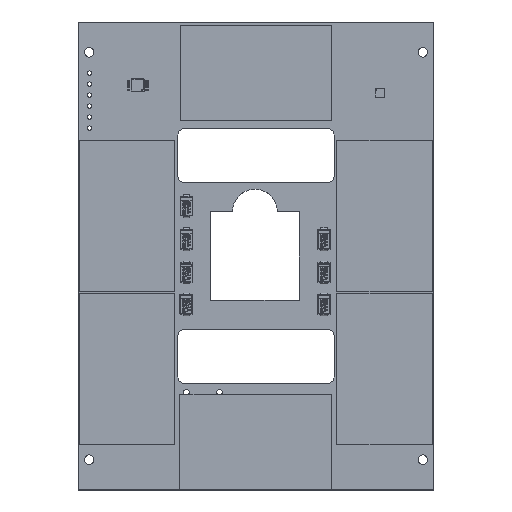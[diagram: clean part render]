
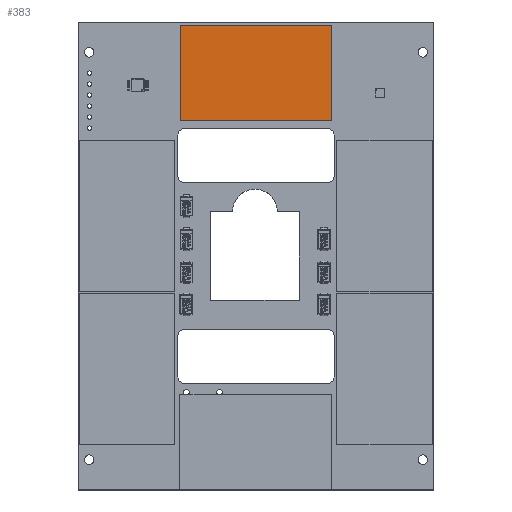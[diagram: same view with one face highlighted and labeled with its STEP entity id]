
A CAD part, top view. The second image highlights one B-rep face of the part: STEP entity #383.
In plain terms, the highlighted free-form (B-spline) face has degree [1, 1] with [2, 2] control points.
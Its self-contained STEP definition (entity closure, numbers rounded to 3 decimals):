
#119 = B_SPLINE_SURFACE_WITH_KNOTS('',1,1,(
    (#120,#121)
    ,(#122,#123
    )),.UNSPECIFIED.,.F.,.F.,.F.,(2,2),(2,2),(0.,22.),(0.,1.5),
  .PIECEWISE_BEZIER_KNOTS.);
#120 = CARTESIAN_POINT('',(22.,35.,0.));
#121 = CARTESIAN_POINT('',(22.,35.,1.5));
#122 = CARTESIAN_POINT('',(0.,35.,0.));
#123 = CARTESIAN_POINT('',(0.,35.,1.5));
#142 = VERTEX_POINT('',#143);
#143 = CARTESIAN_POINT('',(0.,35.,1.5));
#155 = B_SPLINE_SURFACE_WITH_KNOTS('',1,1,(
    (#156,#157)
    ,(#158,#159
    )),.UNSPECIFIED.,.F.,.F.,.F.,(2,2),(2,2),(0.,35.),(0.,1.5),
  .PIECEWISE_BEZIER_KNOTS.);
#156 = CARTESIAN_POINT('',(0.,35.,0.));
#157 = CARTESIAN_POINT('',(0.,35.,1.5));
#158 = CARTESIAN_POINT('',(0.,0.,0.));
#159 = CARTESIAN_POINT('',(0.,0.,1.5));
#166 = EDGE_CURVE('',#167,#142,#169,.T.);
#167 = VERTEX_POINT('',#168);
#168 = CARTESIAN_POINT('',(22.,35.,1.5));
#169 = SURFACE_CURVE('',#170,(#173,#179),.PCURVE_S1.);
#170 = B_SPLINE_CURVE_WITH_KNOTS('',1,(#171,#172),.UNSPECIFIED.,.F.,.F.,
  (2,2),(0.,22.),.PIECEWISE_BEZIER_KNOTS.);
#171 = CARTESIAN_POINT('',(22.,35.,1.5));
#172 = CARTESIAN_POINT('',(0.,35.,1.5));
#173 = PCURVE('',#119,#174);
#174 = DEFINITIONAL_REPRESENTATION('',(#175),#178);
#175 = B_SPLINE_CURVE_WITH_KNOTS('',1,(#176,#177),.UNSPECIFIED.,.F.,.F.,
  (2,2),(0.,22.),.PIECEWISE_BEZIER_KNOTS.);
#176 = CARTESIAN_POINT('',(0.,1.5));
#177 = CARTESIAN_POINT('',(22.,1.5));
#178 = ( GEOMETRIC_REPRESENTATION_CONTEXT(2) 
PARAMETRIC_REPRESENTATION_CONTEXT() REPRESENTATION_CONTEXT('2D SPACE',''
  ) );
#179 = PCURVE('',#180,#185);
#180 = B_SPLINE_SURFACE_WITH_KNOTS('',1,1,(
    (#181,#182)
    ,(#183,#184
    )),.UNSPECIFIED.,.F.,.F.,.F.,(2,2),(2,2),(-11.,11.),(-17.5,17.5),
  .PIECEWISE_BEZIER_KNOTS.);
#181 = CARTESIAN_POINT('',(0.,0.,1.5));
#182 = CARTESIAN_POINT('',(0.,35.,1.5));
#183 = CARTESIAN_POINT('',(22.,0.,1.5));
#184 = CARTESIAN_POINT('',(22.,35.,1.5));
#185 = DEFINITIONAL_REPRESENTATION('',(#186),#189);
#186 = B_SPLINE_CURVE_WITH_KNOTS('',1,(#187,#188),.UNSPECIFIED.,.F.,.F.,
  (2,2),(0.,22.),.PIECEWISE_BEZIER_KNOTS.);
#187 = CARTESIAN_POINT('',(11.,17.5));
#188 = CARTESIAN_POINT('',(-11.,17.5));
#189 = ( GEOMETRIC_REPRESENTATION_CONTEXT(2) 
PARAMETRIC_REPRESENTATION_CONTEXT() REPRESENTATION_CONTEXT('2D SPACE',''
  ) );
#203 = B_SPLINE_SURFACE_WITH_KNOTS('',1,1,(
    (#204,#205)
    ,(#206,#207
    )),.UNSPECIFIED.,.F.,.F.,.F.,(2,2),(2,2),(0.,35.),(0.,1.5),
  .PIECEWISE_BEZIER_KNOTS.);
#204 = CARTESIAN_POINT('',(22.,0.,0.));
#205 = CARTESIAN_POINT('',(22.,0.,1.5));
#206 = CARTESIAN_POINT('',(22.,35.,0.));
#207 = CARTESIAN_POINT('',(22.,35.,1.5));
#238 = EDGE_CURVE('',#239,#167,#241,.T.);
#239 = VERTEX_POINT('',#240);
#240 = CARTESIAN_POINT('',(22.,0.,1.5));
#241 = SURFACE_CURVE('',#242,(#245,#251),.PCURVE_S1.);
#242 = B_SPLINE_CURVE_WITH_KNOTS('',1,(#243,#244),.UNSPECIFIED.,.F.,.F.,
  (2,2),(0.,35.),.PIECEWISE_BEZIER_KNOTS.);
#243 = CARTESIAN_POINT('',(22.,0.,1.5));
#244 = CARTESIAN_POINT('',(22.,35.,1.5));
#245 = PCURVE('',#203,#246);
#246 = DEFINITIONAL_REPRESENTATION('',(#247),#250);
#247 = B_SPLINE_CURVE_WITH_KNOTS('',1,(#248,#249),.UNSPECIFIED.,.F.,.F.,
  (2,2),(0.,35.),.PIECEWISE_BEZIER_KNOTS.);
#248 = CARTESIAN_POINT('',(0.,1.5));
#249 = CARTESIAN_POINT('',(35.,1.5));
#250 = ( GEOMETRIC_REPRESENTATION_CONTEXT(2) 
PARAMETRIC_REPRESENTATION_CONTEXT() REPRESENTATION_CONTEXT('2D SPACE',''
  ) );
#251 = PCURVE('',#180,#252);
#252 = DEFINITIONAL_REPRESENTATION('',(#253),#256);
#253 = B_SPLINE_CURVE_WITH_KNOTS('',1,(#254,#255),.UNSPECIFIED.,.F.,.F.,
  (2,2),(0.,35.),.PIECEWISE_BEZIER_KNOTS.);
#254 = CARTESIAN_POINT('',(11.,-17.5));
#255 = CARTESIAN_POINT('',(11.,17.5));
#256 = ( GEOMETRIC_REPRESENTATION_CONTEXT(2) 
PARAMETRIC_REPRESENTATION_CONTEXT() REPRESENTATION_CONTEXT('2D SPACE',''
  ) );
#270 = B_SPLINE_SURFACE_WITH_KNOTS('',1,1,(
    (#271,#272)
    ,(#273,#274
    )),.UNSPECIFIED.,.F.,.F.,.F.,(2,2),(2,2),(0.,22.),(0.,1.5),
  .PIECEWISE_BEZIER_KNOTS.);
#271 = CARTESIAN_POINT('',(0.,0.,0.));
#272 = CARTESIAN_POINT('',(0.,0.,1.5));
#273 = CARTESIAN_POINT('',(22.,0.,0.));
#274 = CARTESIAN_POINT('',(22.,0.,1.5));
#305 = EDGE_CURVE('',#306,#239,#308,.T.);
#306 = VERTEX_POINT('',#307);
#307 = CARTESIAN_POINT('',(0.,0.,1.5));
#308 = SURFACE_CURVE('',#309,(#312,#318),.PCURVE_S1.);
#309 = B_SPLINE_CURVE_WITH_KNOTS('',1,(#310,#311),.UNSPECIFIED.,.F.,.F.,
  (2,2),(0.,22.),.PIECEWISE_BEZIER_KNOTS.);
#310 = CARTESIAN_POINT('',(0.,0.,1.5));
#311 = CARTESIAN_POINT('',(22.,0.,1.5));
#312 = PCURVE('',#270,#313);
#313 = DEFINITIONAL_REPRESENTATION('',(#314),#317);
#314 = B_SPLINE_CURVE_WITH_KNOTS('',1,(#315,#316),.UNSPECIFIED.,.F.,.F.,
  (2,2),(0.,22.),.PIECEWISE_BEZIER_KNOTS.);
#315 = CARTESIAN_POINT('',(0.,1.5));
#316 = CARTESIAN_POINT('',(22.,1.5));
#317 = ( GEOMETRIC_REPRESENTATION_CONTEXT(2) 
PARAMETRIC_REPRESENTATION_CONTEXT() REPRESENTATION_CONTEXT('2D SPACE',''
  ) );
#318 = PCURVE('',#180,#319);
#319 = DEFINITIONAL_REPRESENTATION('',(#320),#323);
#320 = B_SPLINE_CURVE_WITH_KNOTS('',1,(#321,#322),.UNSPECIFIED.,.F.,.F.,
  (2,2),(0.,22.),.PIECEWISE_BEZIER_KNOTS.);
#321 = CARTESIAN_POINT('',(-11.,-17.5));
#322 = CARTESIAN_POINT('',(11.,-17.5));
#323 = ( GEOMETRIC_REPRESENTATION_CONTEXT(2) 
PARAMETRIC_REPRESENTATION_CONTEXT() REPRESENTATION_CONTEXT('2D SPACE',''
  ) );
#365 = EDGE_CURVE('',#142,#306,#366,.T.);
#366 = SURFACE_CURVE('',#367,(#370,#376),.PCURVE_S1.);
#367 = B_SPLINE_CURVE_WITH_KNOTS('',1,(#368,#369),.UNSPECIFIED.,.F.,.F.,
  (2,2),(0.,35.),.PIECEWISE_BEZIER_KNOTS.);
#368 = CARTESIAN_POINT('',(0.,35.,1.5));
#369 = CARTESIAN_POINT('',(0.,0.,1.5));
#370 = PCURVE('',#155,#371);
#371 = DEFINITIONAL_REPRESENTATION('',(#372),#375);
#372 = B_SPLINE_CURVE_WITH_KNOTS('',1,(#373,#374),.UNSPECIFIED.,.F.,.F.,
  (2,2),(0.,35.),.PIECEWISE_BEZIER_KNOTS.);
#373 = CARTESIAN_POINT('',(0.,1.5));
#374 = CARTESIAN_POINT('',(35.,1.5));
#375 = ( GEOMETRIC_REPRESENTATION_CONTEXT(2) 
PARAMETRIC_REPRESENTATION_CONTEXT() REPRESENTATION_CONTEXT('2D SPACE',''
  ) );
#376 = PCURVE('',#180,#377);
#377 = DEFINITIONAL_REPRESENTATION('',(#378),#381);
#378 = B_SPLINE_CURVE_WITH_KNOTS('',1,(#379,#380),.UNSPECIFIED.,.F.,.F.,
  (2,2),(0.,35.),.PIECEWISE_BEZIER_KNOTS.);
#379 = CARTESIAN_POINT('',(-11.,17.5));
#380 = CARTESIAN_POINT('',(-11.,-17.5));
#381 = ( GEOMETRIC_REPRESENTATION_CONTEXT(2) 
PARAMETRIC_REPRESENTATION_CONTEXT() REPRESENTATION_CONTEXT('2D SPACE',''
  ) );
#383 = ADVANCED_FACE('',(#384),#180,.T.);
#384 = FACE_BOUND('',#385,.T.);
#385 = EDGE_LOOP('',(#386,#387,#388,#389));
#386 = ORIENTED_EDGE('',*,*,#365,.T.);
#387 = ORIENTED_EDGE('',*,*,#305,.T.);
#388 = ORIENTED_EDGE('',*,*,#238,.T.);
#389 = ORIENTED_EDGE('',*,*,#166,.T.);
